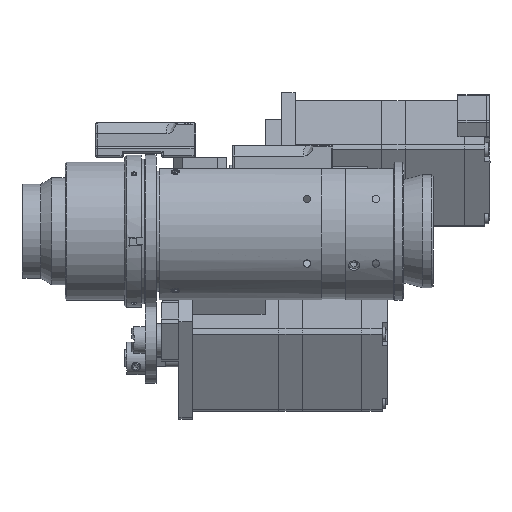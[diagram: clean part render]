
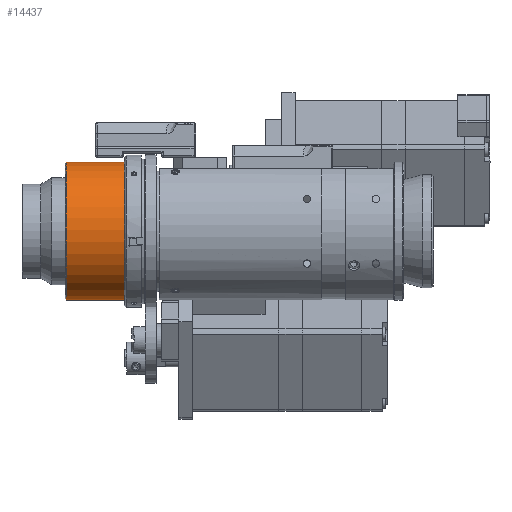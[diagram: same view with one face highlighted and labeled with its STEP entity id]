
A CAD part, front view. The second image highlights one B-rep face of the part: STEP entity #14437.
In plain terms, the highlighted cylindrical face has radius 20.32 mm (diameter 40.64 mm), a full revolution.
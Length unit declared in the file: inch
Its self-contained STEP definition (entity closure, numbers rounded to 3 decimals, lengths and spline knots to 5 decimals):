
#1078=FACE_BOUND('',#5520,.T.);
#4318=FACE_OUTER_BOUND('',#5519,.T.);
#5519=EDGE_LOOP('',(#12487));
#5520=EDGE_LOOP('',(#12488));
#6394=CIRCLE('',#15818,0.8);
#6396=CIRCLE('',#15821,0.8);
#7724=VERTEX_POINT('',#25621);
#7726=VERTEX_POINT('',#25626);
#9395=EDGE_CURVE('',#7724,#7724,#6394,.T.);
#9397=EDGE_CURVE('',#7726,#7726,#6396,.T.);
#12487=ORIENTED_EDGE('',*,*,#9397,.F.);
#12488=ORIENTED_EDGE('',*,*,#9395,.F.);
#13728=CYLINDRICAL_SURFACE('',#15820,0.8);
#14437=ADVANCED_FACE('',(#4318,#1078),#13728,.T.);
#15818=AXIS2_PLACEMENT_3D('',#25622,#19311,#19312);
#15820=AXIS2_PLACEMENT_3D('',#25625,#19315,#19316);
#15821=AXIS2_PLACEMENT_3D('',#25627,#19317,#19318);
#19311=DIRECTION('center_axis',(1.,0.,0.));
#19312=DIRECTION('ref_axis',(0.,-1.,0.));
#19315=DIRECTION('center_axis',(1.,0.,0.));
#19316=DIRECTION('ref_axis',(0.,1.,0.));
#19317=DIRECTION('center_axis',(-1.,0.,0.));
#19318=DIRECTION('ref_axis',(0.,-1.,0.));
#25621=CARTESIAN_POINT('',(0.902,0.8,0.));
#25622=CARTESIAN_POINT('Origin',(0.902,0.,0.));
#25625=CARTESIAN_POINT('Origin',(0.4585,0.,
0.));
#25626=CARTESIAN_POINT('',(0.015,0.8,0.));
#25627=CARTESIAN_POINT('Origin',(0.015,0.,
0.));
